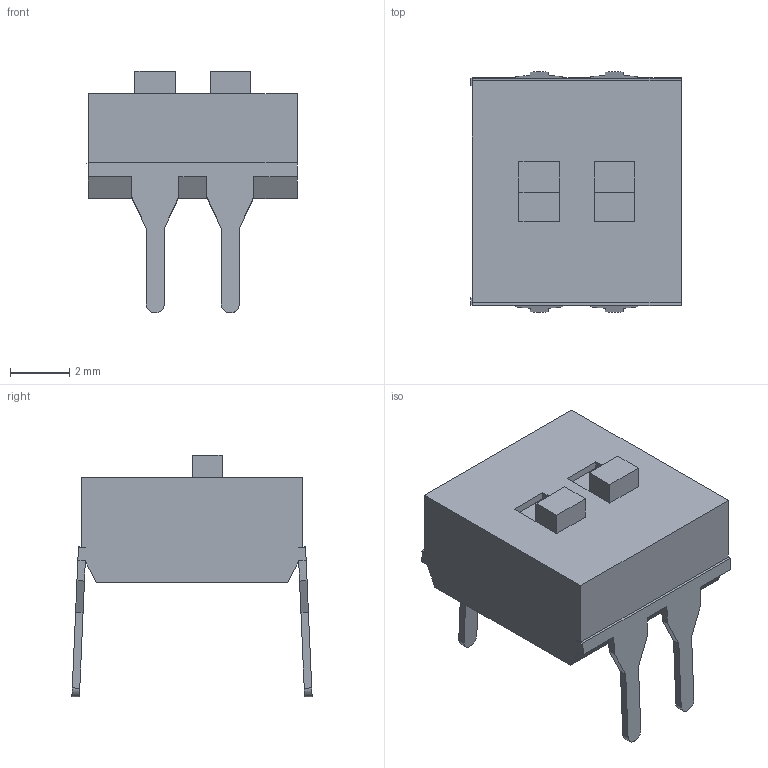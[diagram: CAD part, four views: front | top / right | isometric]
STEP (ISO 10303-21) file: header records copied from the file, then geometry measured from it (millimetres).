
FILE_DESCRIPTION((''),'2;1');
FILE_NAME('ADE0204','2010-09-29T',('Wiebke'),(''),'PRO/ENGINEER BY PARAMETRIC TECHNOLOGY CORPORATION, 2008400','PRO/ENGINEER BY PARAMETRIC TECHNOLOGY CORPORATION, 2008400','');
FILE_SCHEMA(('AUTOMOTIVE_DESIGN_CC2 { 1 2 10303 214 -1 1 5 2 }'));
Length unit declared in the file: inch
Products named in the file (1): ADE0204
Bounding box: 7.11 x 8.13 x 8.18 mm (x, y, z)
Volume: 190.8 mm3; surface area: 257.3 mm2
Topology: 1 solids, 1 shells, 84 faces, 220 edges, 140 vertices
Faces by surface type: plane 76, cylinder 8
Entity records: 4025 total; most frequent: CARTESIAN_POINT 593, ORIENTED_EDGE 440, DIRECTION 396, PRESENTATION_STYLE_ASSIGNMENT 276, STYLED_ITEM 222, CURVE_STYLE 221, EDGE_CURVE 220, VECTOR 194
